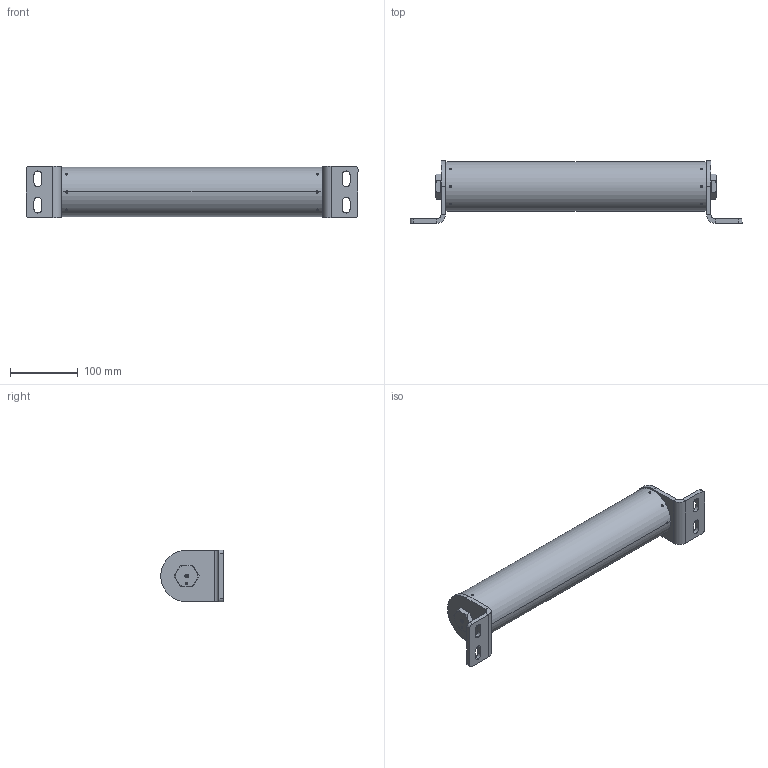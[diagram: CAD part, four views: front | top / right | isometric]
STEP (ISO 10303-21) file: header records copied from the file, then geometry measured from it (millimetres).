
FILE_DESCRIPTION (( 'STEP AP214' ), '1' );
FILE_NAME ('700665.STEP', '2023-11-14T13:54:01', ( '' ), ( '' ), 'SwSTEP 2.0', 'SolidWorks 2021', '' );
FILE_SCHEMA (( 'AUTOMOTIVE_DESIGN' ));
Length unit declared in the file: inch
Products named in the file (1): 700665
Bounding box: 488.72 x 92.08 x 76.2 mm (x, y, z)
Volume: 505106.8 mm3; surface area: 262065.6 mm2
Topology: 36 solids, 36 shells, 2129 faces, 6029 edges, 4002 vertices
Faces by surface type: cylinder 939, plane 543, sphere 326, bspline 192, cone 127, torus 2
Entity records: 121402 total; most frequent: CARTESIAN_POINT 42567, ORIENTED_EDGE 12062, DIRECTION 8808, EDGE_CURVE 6031, VERTEX_POINT 4050, AXIS2_PLACEMENT_3D 3565, B_SPLINE_CURVE_WITH_KNOTS 2342, EDGE_LOOP 2293
